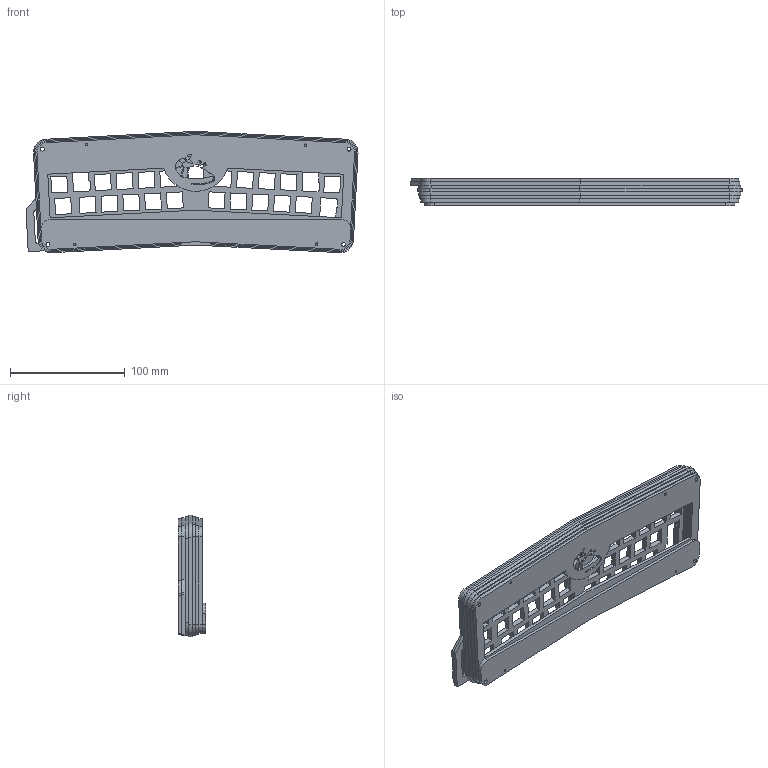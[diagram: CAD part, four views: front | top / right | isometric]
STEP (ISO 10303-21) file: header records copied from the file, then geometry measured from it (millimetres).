
FILE_DESCRIPTION(/* description */ (''),/* implementation_level */ '2;1');
FILE_NAME(/* name */ 'Shrimptana v1.step',/* time_stamp */ '2024-10-18T17:11:41+01:00',/* author */ (''),/* organization */ (''),/* preprocessor_version */ 'ST-DEVELOPER v20',/* originating_system */ 'Autodesk Translation Framework v13.20.0.188',/* authorisation */ '');
FILE_SCHEMA (('AUTOMOTIVE_DESIGN { 1 0 10303 214 3 1 1 }'));
Length unit declared in the file: millimetre
Products named in the file (1): Shrimptana
Bounding box: 289.83 x 24 x 105.92 mm (x, y, z)
Volume: 244990.6 mm3; surface area: 204959.3 mm2
Topology: 9 solids, 9 shells, 865 faces, 2541 edges, 1694 vertices
Faces by surface type: plane 658, cylinder 118, bspline 89
Full cylindrical faces by diameter (mm): 3.35 x10
Entity records: 29379 total; most frequent: CARTESIAN_POINT 6210, ORIENTED_EDGE 5082, DIRECTION 4177, EDGE_CURVE 2541, LINE 2127, VECTOR 2127, VERTEX_POINT 1694, EDGE_LOOP 1095
